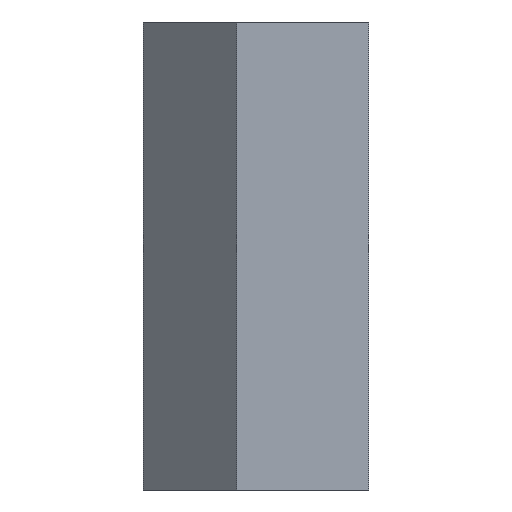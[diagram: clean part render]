
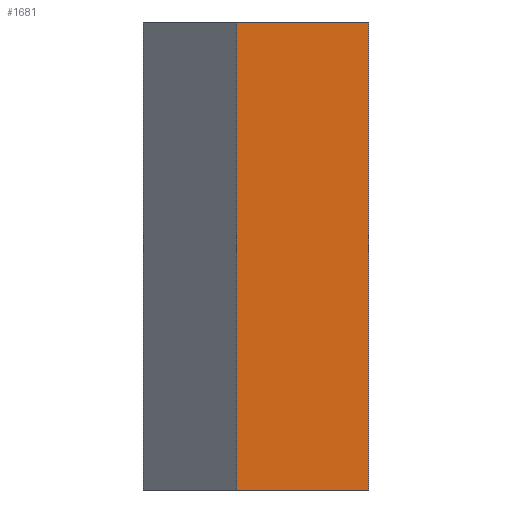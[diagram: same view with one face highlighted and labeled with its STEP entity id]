
A CAD part, left-side view. The second image highlights one B-rep face of the part: STEP entity #1681.
In plain terms, the highlighted planar face has unit normal (-1, 0, 0).
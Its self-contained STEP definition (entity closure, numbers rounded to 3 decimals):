
#541=CARTESIAN_POINT('',(10.086,26.484,100.0));
#542=VERTEX_POINT('',#541);
#551=CARTESIAN_POINT('',(10.086,-1.8,100.0));
#552=VERTEX_POINT('',#551);
#553=CARTESIAN_POINT('',(10.086,-1.8,100.0));
#554=DIRECTION('',(0.0,1.0,0.0));
#555=VECTOR('',#554,28.284);
#556=LINE('',#553,#555);
#557=EDGE_CURVE('',#552,#542,#556,.T.);
#1166=CARTESIAN_POINT('',(10.086,26.484,0.0));
#1167=VERTEX_POINT('',#1166);
#1174=CARTESIAN_POINT('',(10.086,26.484,0.0));
#1175=DIRECTION('',(0.0,0.0,1.0));
#1176=VECTOR('',#1175,100.0);
#1177=LINE('',#1174,#1176);
#1178=EDGE_CURVE('',#1167,#542,#1177,.T.);
#1647=CARTESIAN_POINT('',(10.086,-1.8,0.0));
#1648=VERTEX_POINT('',#1647);
#1649=CARTESIAN_POINT('',(10.086,-1.8,0.0));
#1650=DIRECTION('',(0.0,0.0,1.0));
#1651=VECTOR('',#1650,100.0);
#1652=LINE('',#1649,#1651);
#1653=EDGE_CURVE('',#1648,#552,#1652,.T.);
#1665=CARTESIAN_POINT('',(10.086,-1.8,0.0));
#1666=DIRECTION('',(-1.0,0.0,0.0));
#1667=DIRECTION('',(0.0,0.0,1.0));
#1668=AXIS2_PLACEMENT_3D('',#1665,#1666,#1667);
#1669=PLANE('',#1668);
#1670=ORIENTED_EDGE('',*,*,#557,.T.);
#1671=ORIENTED_EDGE('',*,*,#1178,.F.);
#1672=CARTESIAN_POINT('',(10.086,-1.8,0.0));
#1673=DIRECTION('',(0.0,1.0,0.0));
#1674=VECTOR('',#1673,28.284);
#1675=LINE('',#1672,#1674);
#1676=EDGE_CURVE('',#1648,#1167,#1675,.T.);
#1677=ORIENTED_EDGE('',*,*,#1676,.F.);
#1678=ORIENTED_EDGE('',*,*,#1653,.T.);
#1679=EDGE_LOOP('',(#1670,#1671,#1677,#1678));
#1680=FACE_OUTER_BOUND('',#1679,.T.);
#1681=ADVANCED_FACE('',(#1680),#1669,.T.);
